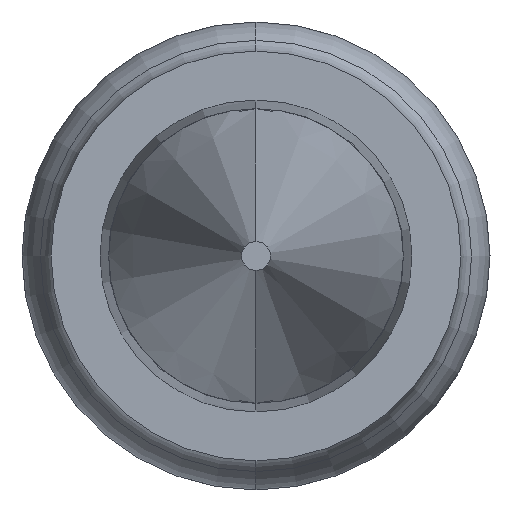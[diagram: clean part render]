
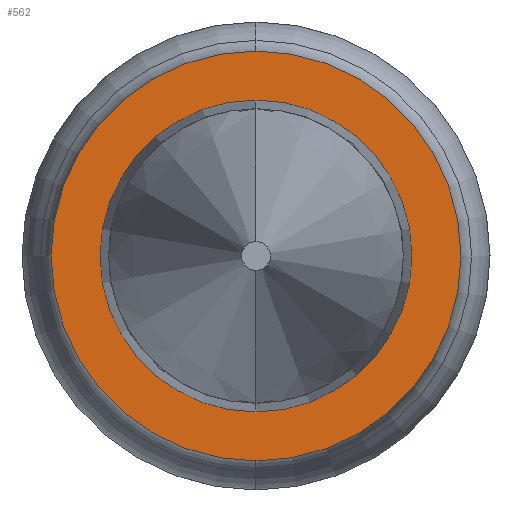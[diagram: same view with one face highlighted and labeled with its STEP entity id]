
A CAD part, left-side view. The second image highlights one B-rep face of the part: STEP entity #562.
In plain terms, the highlighted planar face has unit normal (-1, 0, 0).
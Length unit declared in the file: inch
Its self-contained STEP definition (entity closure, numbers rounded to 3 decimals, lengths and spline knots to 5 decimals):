
#36 = AXIS2_PLACEMENT_3D ( 'NONE', #523, #731, #390 ) ;
#62 = EDGE_CURVE ( 'NONE', #1132, #418, #1156, .T. ) ;
#114 = FACE_OUTER_BOUND ( 'NONE', #1095, .T. ) ;
#144 = CARTESIAN_POINT ( 'NONE',  ( 0., 0., -0.01339 ) ) ;
#146 = AXIS2_PLACEMENT_3D ( 'NONE', #647, #697, #272 ) ;
#181 = EDGE_LOOP ( 'NONE', ( #748, #576 ) ) ;
#195 = EDGE_CURVE ( 'NONE', #1203, #1041, #593, .T. ) ;
#259 = CIRCLE ( 'NONE', #36, 0.01339 ) ;
#272 = DIRECTION ( 'NONE',  ( 0., 0., -1. ) ) ;
#343 = CIRCLE ( 'NONE', #146, 0.0176 ) ;
#390 = DIRECTION ( 'NONE',  ( 0., 0., 1. ) ) ;
#418 = VERTEX_POINT ( 'NONE', #494 ) ;
#428 = CARTESIAN_POINT ( 'NONE',  ( 0., 0., 0. ) ) ;
#456 = DIRECTION ( 'NONE',  ( 0., 0., -1. ) ) ;
#461 = DIRECTION ( 'NONE',  ( 1., 0., 0. ) ) ;
#466 = ORIENTED_EDGE ( 'NONE', *, *, #775, .F. ) ;
#494 = CARTESIAN_POINT ( 'NONE',  ( 0., 0., -0.0176 ) ) ;
#523 = CARTESIAN_POINT ( 'NONE',  ( 0., 0., 0. ) ) ;
#525 = CARTESIAN_POINT ( 'NONE',  ( 0., 0., 0.0176 ) ) ;
#562 = ADVANCED_FACE ( 'NONE', ( #729, #114 ), #904, .T. ) ;
#576 = ORIENTED_EDGE ( 'NONE', *, *, #195, .F. ) ;
#593 = CIRCLE ( 'NONE', #978, 0.01339 ) ;
#647 = CARTESIAN_POINT ( 'NONE',  ( 0., 0., 0. ) ) ;
#671 = DIRECTION ( 'NONE',  ( 0., 0., 1. ) ) ;
#674 = DIRECTION ( 'NONE',  ( -1., 0., 0. ) ) ;
#684 = CARTESIAN_POINT ( 'NONE',  ( 0., 0., 0. ) ) ;
#697 = DIRECTION ( 'NONE',  ( 1., 0., 0. ) ) ;
#726 = AXIS2_PLACEMENT_3D ( 'NONE', #428, #461, #456 ) ;
#729 = FACE_BOUND ( 'NONE', #181, .T. ) ;
#731 = DIRECTION ( 'NONE',  ( -1., 0., 0. ) ) ;
#748 = ORIENTED_EDGE ( 'NONE', *, *, #803, .F. ) ;
#775 = EDGE_CURVE ( 'NONE', #418, #1132, #343, .T. ) ;
#803 = EDGE_CURVE ( 'NONE', #1041, #1203, #259, .T. ) ;
#830 = CARTESIAN_POINT ( 'NONE',  ( 0., 0., 0.01339 ) ) ;
#904 = PLANE ( 'NONE',  #1146 ) ;
#978 = AXIS2_PLACEMENT_3D ( 'NONE', #684, #674, #671 ) ;
#1041 = VERTEX_POINT ( 'NONE', #144 ) ;
#1095 = EDGE_LOOP ( 'NONE', ( #466, #1194 ) ) ;
#1132 = VERTEX_POINT ( 'NONE', #525 ) ;
#1145 = CARTESIAN_POINT ( 'NONE',  ( 0., 0.0165, 0. ) ) ;
#1146 = AXIS2_PLACEMENT_3D ( 'NONE', #1145, #1149, #1153 ) ;
#1149 = DIRECTION ( 'NONE',  ( -1., 0., 0. ) ) ;
#1153 = DIRECTION ( 'NONE',  ( 0., 0., 1. ) ) ;
#1156 = CIRCLE ( 'NONE', #726, 0.0176 ) ;
#1194 = ORIENTED_EDGE ( 'NONE', *, *, #62, .F. ) ;
#1203 = VERTEX_POINT ( 'NONE', #830 ) ;
